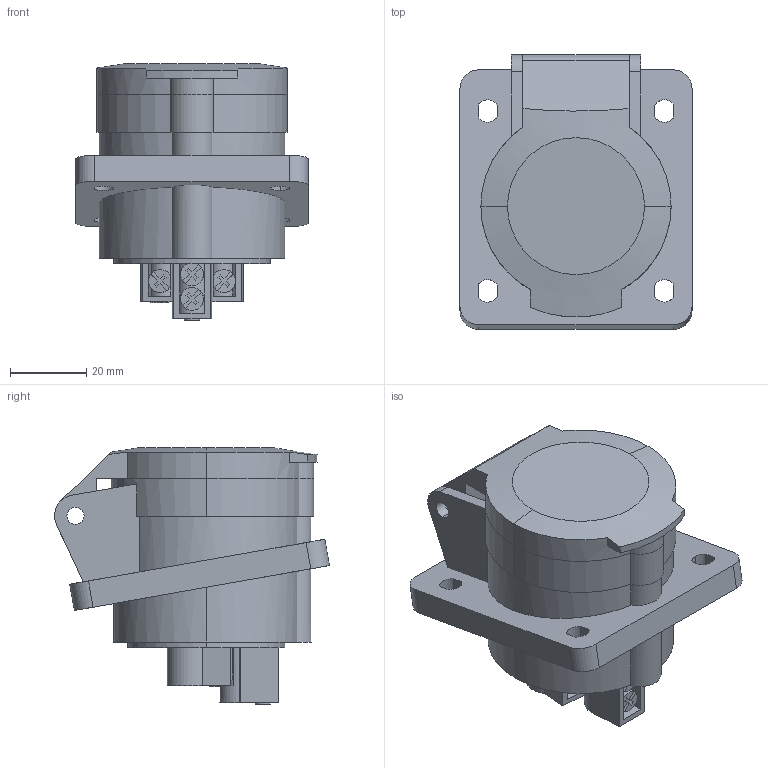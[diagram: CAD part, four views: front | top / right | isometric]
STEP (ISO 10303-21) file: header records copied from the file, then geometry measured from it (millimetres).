
FILE_DESCRIPTION (( 'STEP AP214' ), '1' );
FILE_NAME ('PSR41-016-3 Ðîçåòêà 413 ñêðûòàÿ 2Ð+Å 16À 220Â IP44 ÈÝÊ.STEP', '2017-03-21T12:24:14', ( '' ), ( '' ), 'SwSTEP 2.0', 'SolidWorks 2014', '' );
FILE_SCHEMA (( 'AUTOMOTIVE_DESIGN' ));
Length unit declared in the file: millimetre
Products named in the file (1): PSR41-016-3 Ðîçåòêà 413 ñêðûòàÿ 2Ð+Å 16À 220Â IP44 ÈÝÊ
Bounding box: 61 x 72.25 x 67.3 mm (x, y, z)
Volume: 87099.7 mm3; surface area: 42999.3 mm2
Topology: 6 solids, 6 shells, 330 faces, 852 edges, 565 vertices
Faces by surface type: plane 192, cylinder 116, bspline 14, cone 8
Entity records: 10785 total; most frequent: CARTESIAN_POINT 2497, ORIENTED_EDGE 1704, DIRECTION 1692, EDGE_CURVE 852, AXIS2_PLACEMENT_3D 573, VERTEX_POINT 565, LINE 546, VECTOR 546
